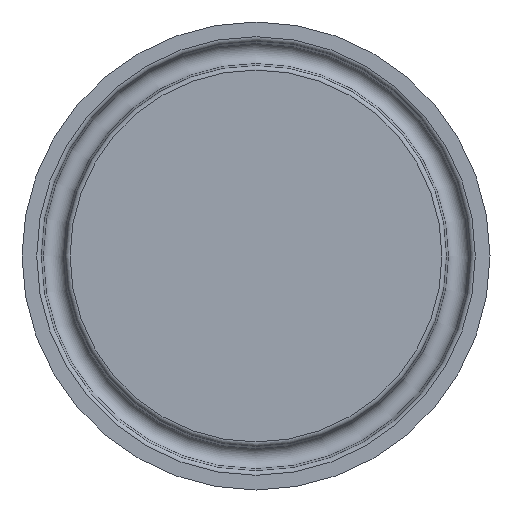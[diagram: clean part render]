
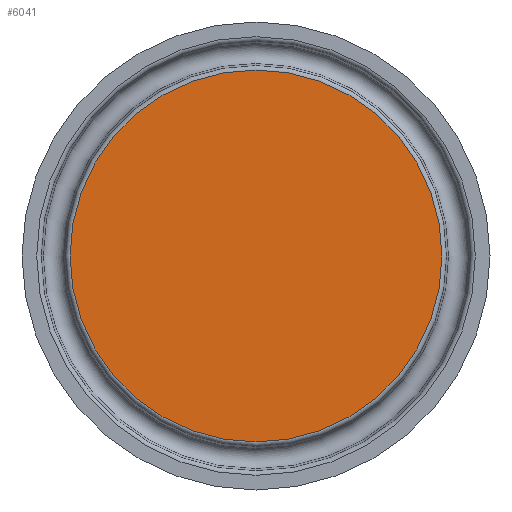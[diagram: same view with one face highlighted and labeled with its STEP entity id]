
A CAD part, left-side view. The second image highlights one B-rep face of the part: STEP entity #6041.
In plain terms, the highlighted planar face has unit normal (-1, 0, 0).
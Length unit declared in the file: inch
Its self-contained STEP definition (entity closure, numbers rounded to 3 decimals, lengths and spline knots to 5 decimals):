
#24=CIRCLE('',#6229,0.78834);
#541=FACE_OUTER_BOUND('',#904,.T.);
#904=EDGE_LOOP('',(#5510));
#2914=VERTEX_POINT('',#11316);
#3782=EDGE_CURVE('',#2914,#2914,#24,.T.);
#5510=ORIENTED_EDGE('',*,*,#3782,.F.);
#5696=PLANE('',#6228);
#6041=ADVANCED_FACE('',(#541),#5696,.T.);
#6228=AXIS2_PLACEMENT_3D('',#11315,#7159,#7160);
#6229=AXIS2_PLACEMENT_3D('',#11317,#7161,#7162);
#7159=DIRECTION('center_axis',(-1.,0.,0.));
#7160=DIRECTION('ref_axis',(0.,0.,1.));
#7161=DIRECTION('center_axis',(1.,0.,0.));
#7162=DIRECTION('ref_axis',(0.,1.,0.));
#11315=CARTESIAN_POINT('Origin',(0.,0.39417,
0.));
#11316=CARTESIAN_POINT('',(0.,0.78834,0.));
#11317=CARTESIAN_POINT('Origin',(0.,0.,0.));
